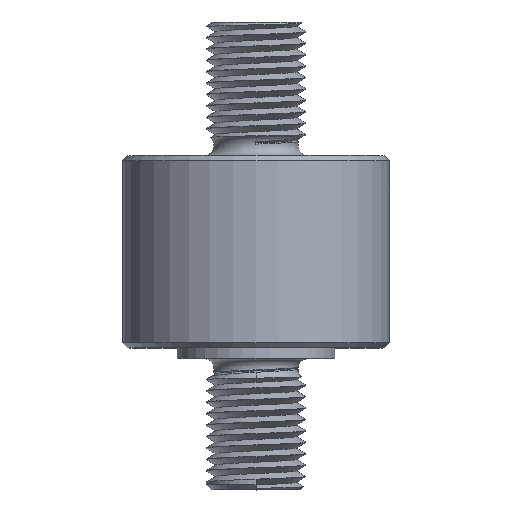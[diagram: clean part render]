
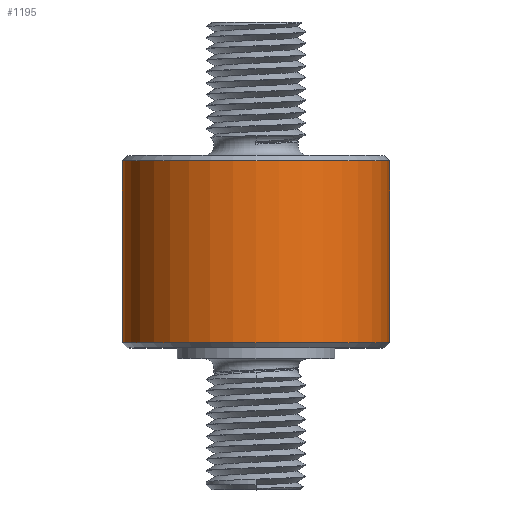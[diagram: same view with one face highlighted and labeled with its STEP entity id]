
A CAD part, top view. The second image highlights one B-rep face of the part: STEP entity #1195.
In plain terms, the highlighted cylindrical face has radius 12.7 mm (diameter 25.4 mm), a full revolution.
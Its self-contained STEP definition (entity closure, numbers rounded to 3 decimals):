
#54=FACE_BOUND('',#168,.T.);
#98=FACE_OUTER_BOUND('',#167,.T.);
#167=EDGE_LOOP('',(#925,#926,#927,#928,#929,#930));
#168=EDGE_LOOP('',(#931,#932));
#230=CIRCLE('',#1287,12.7);
#231=CIRCLE('',#1288,12.7);
#234=CIRCLE('',#1292,12.7);
#235=CIRCLE('',#1293,12.7);
#312=B_SPLINE_CURVE_WITH_KNOTS('',3,(#3402,#3403,#3404,#3405,#3406,#3407,
#3408,#3409,#3410,#3411),.UNSPECIFIED.,.F.,.F.,(4,2,2,2,4),(0.,0.21,
0.421,0.631,0.841),.UNSPECIFIED.);
#313=B_SPLINE_CURVE_WITH_KNOTS('',3,(#3412,#3413,#3414,#3415,#3416,#3417,
#3418,#3419,#3420,#3421,#3422,#3423,#3424,#3425,#3426,#3427,#3428,#3429,
#3430,#3431,#3432,#3433,#3434,#3435,#3436,#3437),.UNSPECIFIED.,.F.,.F.,
(4,2,2,2,2,2,2,2,2,2,2,2,4),(-2.523,-2.313,-2.103,
-1.892,-1.682,-1.472,-1.261,
-1.051,-0.841,-0.631,-0.421,
-0.21,0.),.UNSPECIFIED.);
#348=LINE('',#3440,#420);
#420=VECTOR('',#1529,12.7);
#531=VERTEX_POINT('',#3340);
#532=VERTEX_POINT('',#3341);
#535=VERTEX_POINT('',#3350);
#536=VERTEX_POINT('',#3351);
#555=VERTEX_POINT('',#3399);
#556=VERTEX_POINT('',#3401);
#679=EDGE_CURVE('',#531,#532,#230,.T.);
#680=EDGE_CURVE('',#532,#531,#231,.T.);
#684=EDGE_CURVE('',#535,#536,#234,.T.);
#685=EDGE_CURVE('',#536,#535,#235,.T.);
#709=EDGE_CURVE('',#555,#556,#312,.T.);
#710=EDGE_CURVE('',#556,#555,#313,.T.);
#712=EDGE_CURVE('',#535,#532,#348,.T.);
#925=ORIENTED_EDGE('',*,*,#684,.T.);
#926=ORIENTED_EDGE('',*,*,#685,.T.);
#927=ORIENTED_EDGE('',*,*,#712,.T.);
#928=ORIENTED_EDGE('',*,*,#680,.T.);
#929=ORIENTED_EDGE('',*,*,#679,.T.);
#930=ORIENTED_EDGE('',*,*,#712,.F.);
#931=ORIENTED_EDGE('',*,*,#710,.F.);
#932=ORIENTED_EDGE('',*,*,#709,.F.);
#1160=CYLINDRICAL_SURFACE('',#1318,12.7);
#1195=ADVANCED_FACE('',(#98,#54),#1160,.T.);
#1287=AXIS2_PLACEMENT_3D('',#3342,#1459,#1460);
#1288=AXIS2_PLACEMENT_3D('',#3343,#1461,#1462);
#1292=AXIS2_PLACEMENT_3D('',#3352,#1470,#1471);
#1293=AXIS2_PLACEMENT_3D('',#3353,#1472,#1473);
#1318=AXIS2_PLACEMENT_3D('',#3439,#1527,#1528);
#1459=DIRECTION('center_axis',(0.,-1.,0.));
#1460=DIRECTION('ref_axis',(0.,0.,1.));
#1461=DIRECTION('center_axis',(0.,-1.,0.));
#1462=DIRECTION('ref_axis',(0.,0.,1.));
#1470=DIRECTION('center_axis',(0.,1.,0.));
#1471=DIRECTION('ref_axis',(0.,0.,-1.));
#1472=DIRECTION('center_axis',(0.,1.,0.));
#1473=DIRECTION('ref_axis',(0.,0.,-1.));
#1527=DIRECTION('center_axis',(0.,-1.,0.));
#1528=DIRECTION('ref_axis',(0.,0.,-1.));
#1529=DIRECTION('',(0.,1.,0.));
#3340=CARTESIAN_POINT('',(0.,31.3,-12.7));
#3341=CARTESIAN_POINT('',(0.,31.3,12.7));
#3342=CARTESIAN_POINT('Origin',(0.,31.3,0.));
#3343=CARTESIAN_POINT('Origin',(0.,31.3,0.));
#3350=CARTESIAN_POINT('',(0.,14.,12.7));
#3351=CARTESIAN_POINT('',(0.,14.,-12.7));
#3352=CARTESIAN_POINT('Origin',(0.,14.,0.));
#3353=CARTESIAN_POINT('Origin',(0.,14.,0.));
#3399=CARTESIAN_POINT('',(5.5,22.5,-11.447));
#3401=CARTESIAN_POINT('',(0.,17.,-12.7));
#3402=CARTESIAN_POINT('Ctrl Pts',(5.5,22.5,-11.447));
#3403=CARTESIAN_POINT('Ctrl Pts',(5.5,21.799,-11.447));
#3404=CARTESIAN_POINT('Ctrl Pts',(5.358,21.058,-11.519));
#3405=CARTESIAN_POINT('Ctrl Pts',(4.794,19.707,-11.764));
#3406=CARTESIAN_POINT('Ctrl Pts',(4.373,19.094,-11.934));
#3407=CARTESIAN_POINT('Ctrl Pts',(3.406,18.128,-12.245));
#3408=CARTESIAN_POINT('Ctrl Pts',(2.794,17.706,-12.408));
#3409=CARTESIAN_POINT('Ctrl Pts',(1.441,17.142,-12.637));
#3410=CARTESIAN_POINT('Ctrl Pts',(0.7,17.,-12.7));
#3411=CARTESIAN_POINT('Ctrl Pts',(0.,17.,-12.7));
#3412=CARTESIAN_POINT('Ctrl Pts',(0.,17.,-12.7));
#3413=CARTESIAN_POINT('Ctrl Pts',(-0.7,17.,-12.7));
#3414=CARTESIAN_POINT('Ctrl Pts',(-1.441,17.142,-12.637));
#3415=CARTESIAN_POINT('Ctrl Pts',(-2.794,17.706,-12.408));
#3416=CARTESIAN_POINT('Ctrl Pts',(-3.406,18.128,-12.245));
#3417=CARTESIAN_POINT('Ctrl Pts',(-4.373,19.094,-11.934));
#3418=CARTESIAN_POINT('Ctrl Pts',(-4.794,19.707,-11.764));
#3419=CARTESIAN_POINT('Ctrl Pts',(-5.358,21.058,-11.519));
#3420=CARTESIAN_POINT('Ctrl Pts',(-5.5,21.799,-11.447));
#3421=CARTESIAN_POINT('Ctrl Pts',(-5.5,23.201,-11.447));
#3422=CARTESIAN_POINT('Ctrl Pts',(-5.358,23.942,-11.519));
#3423=CARTESIAN_POINT('Ctrl Pts',(-4.794,25.293,-11.764));
#3424=CARTESIAN_POINT('Ctrl Pts',(-4.373,25.906,-11.934));
#3425=CARTESIAN_POINT('Ctrl Pts',(-3.406,26.872,-12.245));
#3426=CARTESIAN_POINT('Ctrl Pts',(-2.794,27.294,-12.408));
#3427=CARTESIAN_POINT('Ctrl Pts',(-1.441,27.858,-12.637));
#3428=CARTESIAN_POINT('Ctrl Pts',(-0.7,28.,-12.7));
#3429=CARTESIAN_POINT('Ctrl Pts',(0.7,28.,-12.7));
#3430=CARTESIAN_POINT('Ctrl Pts',(1.441,27.858,-12.637));
#3431=CARTESIAN_POINT('Ctrl Pts',(2.794,27.294,-12.408));
#3432=CARTESIAN_POINT('Ctrl Pts',(3.406,26.872,-12.245));
#3433=CARTESIAN_POINT('Ctrl Pts',(4.373,25.906,-11.934));
#3434=CARTESIAN_POINT('Ctrl Pts',(4.794,25.293,-11.764));
#3435=CARTESIAN_POINT('Ctrl Pts',(5.358,23.942,-11.519));
#3436=CARTESIAN_POINT('Ctrl Pts',(5.5,23.201,-11.447));
#3437=CARTESIAN_POINT('Ctrl Pts',(5.5,22.5,-11.447));
#3439=CARTESIAN_POINT('Origin',(0.,0.,0.));
#3440=CARTESIAN_POINT('',(0.,0.,12.7));
